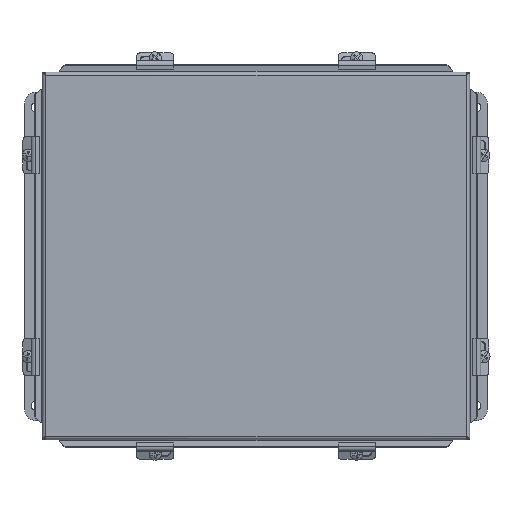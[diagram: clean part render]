
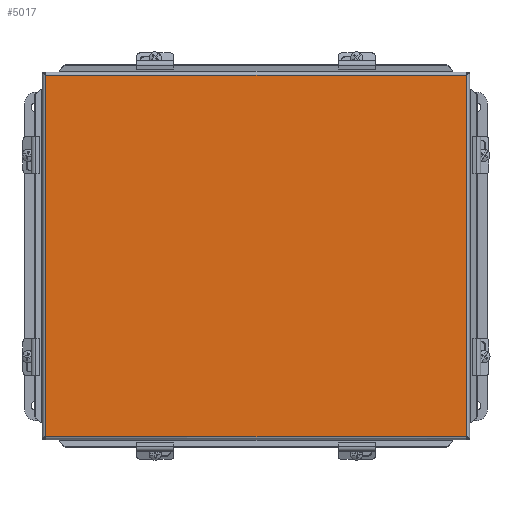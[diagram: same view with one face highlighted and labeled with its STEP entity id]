
A CAD part, top view. The second image highlights one B-rep face of the part: STEP entity #5017.
In plain terms, the highlighted face is planar.
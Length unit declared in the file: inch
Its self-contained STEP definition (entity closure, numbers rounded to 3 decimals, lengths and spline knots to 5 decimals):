
#645=PLANE('',#5610);
#941=FACE_OUTER_BOUND('',#1241,.T.);
#1241=EDGE_LOOP('',(#4344,#4345,#4346,#4347));
#1551=LINE('',#7895,#2018);
#1584=LINE('',#8138,#2051);
#1692=LINE('',#8388,#2159);
#1693=LINE('',#8390,#2160);
#2018=VECTOR('',#6282,0.3937);
#2051=VECTOR('',#6335,0.3937);
#2159=VECTOR('',#6617,0.3937);
#2160=VECTOR('',#6620,0.3937);
#2574=VERTEX_POINT('',#7616);
#2605=VERTEX_POINT('',#7764);
#2633=VERTEX_POINT('',#7894);
#2645=VERTEX_POINT('',#8051);
#3098=EDGE_CURVE('',#2633,#2605,#1551,.T.);
#3140=EDGE_CURVE('',#2574,#2645,#1584,.T.);
#3264=EDGE_CURVE('',#2605,#2574,#1692,.T.);
#3265=EDGE_CURVE('',#2645,#2633,#1693,.T.);
#4344=ORIENTED_EDGE('',*,*,#3098,.T.);
#4345=ORIENTED_EDGE('',*,*,#3264,.T.);
#4346=ORIENTED_EDGE('',*,*,#3140,.T.);
#4347=ORIENTED_EDGE('',*,*,#3265,.T.);
#5017=ADVANCED_FACE('',(#941),#645,.F.);
#5610=AXIS2_PLACEMENT_3D('',#8392,#6623,#6624);
#6282=DIRECTION('',(0.,-1.,0.));
#6335=DIRECTION('',(0.,1.,0.));
#6617=DIRECTION('',(-1.,0.,0.));
#6620=DIRECTION('',(1.,0.,0.));
#6623=DIRECTION('center_axis',(0.,0.,1.));
#6624=DIRECTION('ref_axis',(1.,0.,0.));
#7616=CARTESIAN_POINT('',(0.10525,0.10525,0.));
#7764=CARTESIAN_POINT('',(12.20725,0.10525,0.));
#7894=CARTESIAN_POINT('',(12.20725,14.20725,0.));
#7895=CARTESIAN_POINT('',(12.20725,10.68175,0.));
#8051=CARTESIAN_POINT('',(0.10525,14.20725,0.));
#8138=CARTESIAN_POINT('',(0.10525,3.63075,0.));
#8388=CARTESIAN_POINT('',(9.18175,0.10525,0.));
#8390=CARTESIAN_POINT('',(3.13075,14.20725,0.));
#8392=CARTESIAN_POINT('Origin',(6.15625,7.15625,0.));
